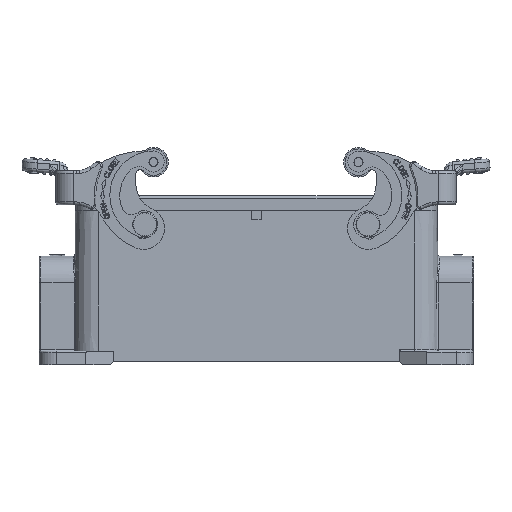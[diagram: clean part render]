
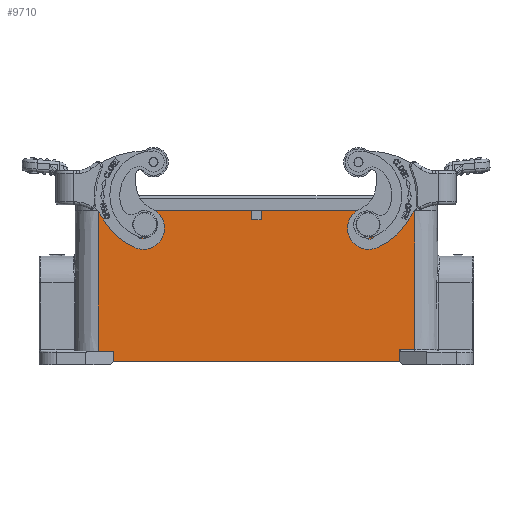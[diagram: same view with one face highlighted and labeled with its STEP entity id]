
A CAD part, left-side view. The second image highlights one B-rep face of the part: STEP entity #9710.
In plain terms, the highlighted planar face has unit normal (-1, 0, 0.009).
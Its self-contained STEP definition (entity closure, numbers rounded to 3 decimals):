
#37=ELLIPSE('',#37331,1.5,1.5);
#39=ELLIPSE('',#37334,1.5,1.5);
#9710=ADVANCED_FACE('',(#11725,#11726,#11727),#11058,.T.);
#11058=PLANE('',#37385);
#11725=FACE_BOUND('',#12831,.T.);
#11726=FACE_BOUND('',#12832,.T.);
#11727=FACE_BOUND('',#12833,.T.);
#12831=EDGE_LOOP('',(#22518,#22519,#22520,#22521,#22522,#22523,#22524,#22525,
#22526,#22527,#22528,#22529));
#12832=EDGE_LOOP('',(#22530));
#12833=EDGE_LOOP('',(#22531));
#14940=LINE('',#56983,#17271);
#14942=LINE('',#56987,#17273);
#14951=LINE('',#57005,#17282);
#14958=LINE('',#57026,#17289);
#14959=LINE('',#57028,#17290);
#14960=LINE('',#57030,#17291);
#14961=LINE('',#57031,#17292);
#14962=LINE('',#57033,#17293);
#14963=LINE('',#57035,#17294);
#14964=LINE('',#57036,#17295);
#14965=LINE('',#57038,#17296);
#14966=LINE('',#57040,#17297);
#17271=VECTOR('',#42538,1.);
#17273=VECTOR('',#42542,1.);
#17282=VECTOR('',#42555,1.);
#17289=VECTOR('',#42572,1.);
#17290=VECTOR('',#42575,1.);
#17291=VECTOR('',#42576,1.);
#17292=VECTOR('',#42577,1.);
#17293=VECTOR('',#42578,1.);
#17294=VECTOR('',#42579,1.);
#17295=VECTOR('',#42580,1.);
#17296=VECTOR('',#42581,1.);
#17297=VECTOR('',#42582,1.);
#22518=ORIENTED_EDGE('',*,*,#32446,.T.);
#22519=ORIENTED_EDGE('',*,*,#32434,.T.);
#22520=ORIENTED_EDGE('',*,*,#32445,.T.);
#22521=ORIENTED_EDGE('',*,*,#32447,.T.);
#22522=ORIENTED_EDGE('',*,*,#32425,.F.);
#22523=ORIENTED_EDGE('',*,*,#32423,.T.);
#22524=ORIENTED_EDGE('',*,*,#32448,.T.);
#22525=ORIENTED_EDGE('',*,*,#32449,.F.);
#22526=ORIENTED_EDGE('',*,*,#32450,.F.);
#22527=ORIENTED_EDGE('',*,*,#32451,.T.);
#22528=ORIENTED_EDGE('',*,*,#32452,.T.);
#22529=ORIENTED_EDGE('',*,*,#32453,.T.);
#22530=ORIENTED_EDGE('',*,*,#32352,.T.);
#22531=ORIENTED_EDGE('',*,*,#32350,.T.);
#28793=VERTEX_POINT('',#56801);
#28795=VERTEX_POINT('',#56806);
#28814=VERTEX_POINT('',#56847);
#28854=VERTEX_POINT('',#56982);
#28855=VERTEX_POINT('',#56984);
#28856=VERTEX_POINT('',#56988);
#28863=VERTEX_POINT('',#57006);
#28864=VERTEX_POINT('',#57007);
#28871=VERTEX_POINT('',#57025);
#28872=VERTEX_POINT('',#57029);
#28873=VERTEX_POINT('',#57032);
#28874=VERTEX_POINT('',#57034);
#28875=VERTEX_POINT('',#57037);
#28876=VERTEX_POINT('',#57039);
#32350=EDGE_CURVE('',#28793,#28793,#37,.T.);
#32352=EDGE_CURVE('',#28795,#28795,#39,.T.);
#32423=EDGE_CURVE('',#28855,#28854,#14940,.T.);
#32425=EDGE_CURVE('',#28855,#28856,#14942,.T.);
#32434=EDGE_CURVE('',#28863,#28864,#14951,.T.);
#32445=EDGE_CURVE('',#28864,#28871,#14958,.T.);
#32446=EDGE_CURVE('',#28872,#28863,#14959,.T.);
#32447=EDGE_CURVE('',#28871,#28856,#14960,.T.);
#32448=EDGE_CURVE('',#28854,#28873,#14961,.T.);
#32449=EDGE_CURVE('',#28874,#28873,#14962,.T.);
#32450=EDGE_CURVE('',#28814,#28874,#14963,.T.);
#32451=EDGE_CURVE('',#28814,#28875,#14964,.T.);
#32452=EDGE_CURVE('',#28875,#28876,#14965,.T.);
#32453=EDGE_CURVE('',#28876,#28872,#14966,.T.);
#37331=AXIS2_PLACEMENT_3D('',#56800,#42412,#42413);
#37334=AXIS2_PLACEMENT_3D('',#56805,#42418,#42419);
#37385=AXIS2_PLACEMENT_3D('',#57041,#42583,#42584);
#42412=DIRECTION('',(1.,0.,-0.009));
#42413=DIRECTION('',(-0.009,0.,-1.));
#42418=DIRECTION('',(1.,0.,-0.009));
#42419=DIRECTION('',(-0.009,0.,-1.));
#42538=DIRECTION('',(0.,1.,0.));
#42542=DIRECTION('',(-0.009,0.,-1.));
#42555=DIRECTION('',(0.,1.,0.));
#42572=DIRECTION('',(-0.009,0.,-1.));
#42575=DIRECTION('',(0.009,0.,1.));
#42576=DIRECTION('',(0.,1.,0.));
#42577=DIRECTION('',(-0.009,0.,-1.));
#42578=DIRECTION('',(0.,1.,0.));
#42579=DIRECTION('',(0.009,0.,1.));
#42580=DIRECTION('',(0.,-1.,0.));
#42581=DIRECTION('',(0.009,0.,1.));
#42582=DIRECTION('',(0.,-1.,0.));
#42583=DIRECTION('',(-1.,0.,0.009));
#42584=DIRECTION('',(0.,1.,0.));
#56800=CARTESIAN_POINT('',(-21.539,37.,46.5));
#56801=CARTESIAN_POINT('',(-21.552,37.,45.));
#56805=CARTESIAN_POINT('',(-21.539,-37.,46.5));
#56806=CARTESIAN_POINT('',(-21.552,-37.,45.));
#56847=CARTESIAN_POINT('',(-21.936,47.5,1.));
#56982=CARTESIAN_POINT('',(-21.5,52.5,51.));
#56983=CARTESIAN_POINT('',(-21.5,1.6,51.));
#56984=CARTESIAN_POINT('',(-21.5,1.6,51.));
#56987=CARTESIAN_POINT('',(-21.5,1.6,51.));
#56988=CARTESIAN_POINT('',(-21.526,1.6,48.));
#57005=CARTESIAN_POINT('',(-21.5,-52.5,51.));
#57006=CARTESIAN_POINT('',(-21.5,-52.5,51.));
#57007=CARTESIAN_POINT('',(-21.5,-1.6,51.));
#57025=CARTESIAN_POINT('',(-21.526,-1.6,48.));
#57026=CARTESIAN_POINT('',(-21.5,-1.6,51.));
#57028=CARTESIAN_POINT('',(-21.901,-52.5,4.996));
#57029=CARTESIAN_POINT('',(-21.901,-52.5,4.996));
#57030=CARTESIAN_POINT('',(-21.526,-1.6,48.));
#57031=CARTESIAN_POINT('',(-21.5,52.5,51.));
#57032=CARTESIAN_POINT('',(-21.906,52.5,4.5));
#57033=CARTESIAN_POINT('',(-21.906,47.5,4.5));
#57034=CARTESIAN_POINT('',(-21.906,47.5,4.5));
#57035=CARTESIAN_POINT('',(-21.936,47.5,1.));
#57036=CARTESIAN_POINT('',(-21.936,47.5,1.));
#57037=CARTESIAN_POINT('',(-21.936,-47.5,1.));
#57038=CARTESIAN_POINT('',(-21.936,-47.5,1.));
#57039=CARTESIAN_POINT('',(-21.901,-47.5,4.996));
#57040=CARTESIAN_POINT('',(-21.901,-47.5,4.996));
#57041=CARTESIAN_POINT('',(-21.5,55.148,51.));
